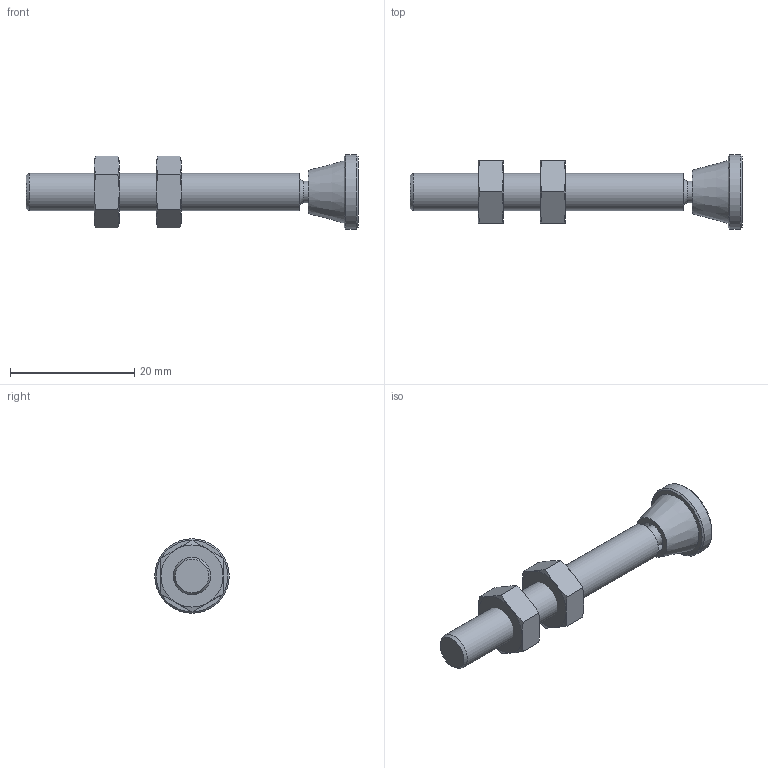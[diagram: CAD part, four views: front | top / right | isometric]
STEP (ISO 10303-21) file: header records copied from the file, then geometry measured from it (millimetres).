
FILE_DESCRIPTION(/* description */ ('Alibre Inc.'),/* implementation_level */ '2;1');
FILE_NAME(/* name */ 'export0',/* time_stamp */ '2012-02-17T13:23:32+01:00',/* author */ (''),/* organization */ (''),/* preprocessor_version */ 'ST-DEVELOPER v12',/* originating_system */ 'Alibre',/* authorisation */ '');
FILE_SCHEMA (('ALIBRE_SCHEMA','CONFIG_CONTROL_DESIGN'));
Length unit declared in the file: millimetre
Products named in the file (1): ID_1
Bounding box: 53.45 x 12 x 12 mm (x, y, z)
Volume: 2336.5 mm3; surface area: 2101.7 mm2
Topology: 4 solids, 4 shells, 51 faces, 115 edges, 72 vertices
Faces by surface type: plane 21, cone 21, cylinder 6, torus 2, sphere 1
Full cylindrical faces by diameter (mm): 3.5 x1, 5 x2, 5.16 x1, 6 x1, 12 x1
Entity records: 2567 total; most frequent: CARTESIAN_POINT 544, ORIENTED_EDGE 380, DIRECTION 251, EDGE_CURVE 190, FACE_BOUND 142, EDGE_LOOP 140, VERTEX_POINT 136, AXIS2_PLACEMENT_3D 127
